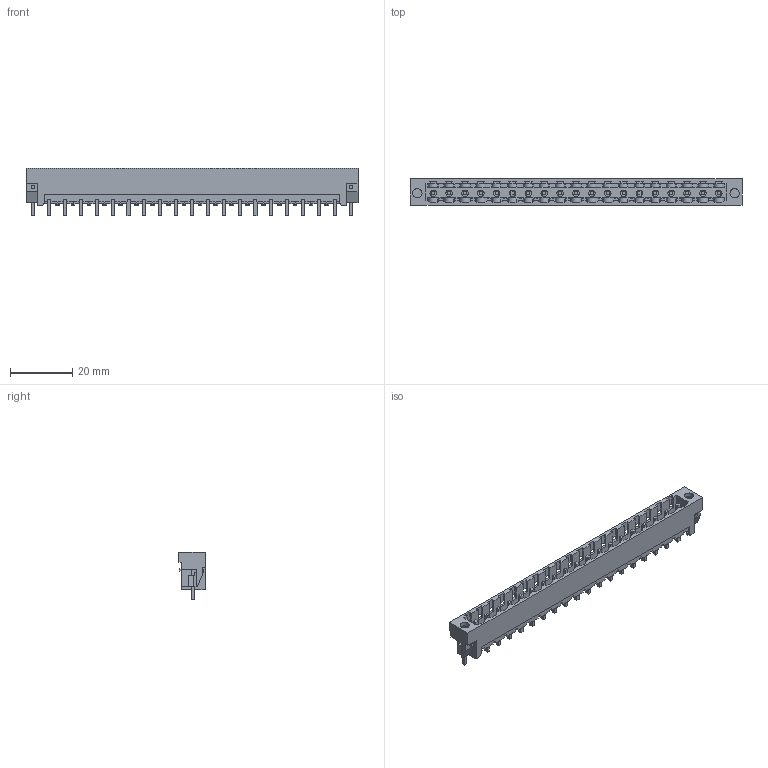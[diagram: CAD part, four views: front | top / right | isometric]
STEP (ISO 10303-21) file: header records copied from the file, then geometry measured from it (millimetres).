
FILE_DESCRIPTION(('CATIA V5 STEP Exchange','CAx-IF Rec.Pracs.--- Model Styling and Organization---1.2---2011-12-15'),'2;1');
FILE_NAME ('D1457057_0_1838610000_1838610000.stp','2018-03-31T12:10:04+00:00',('none'),('Weidmueller'),'CATIA Version 5-6 Release 2014','CATIA V5 STEP AP214','none');
FILE_SCHEMA(('AUTOMOTIVE_DESIGN { 1 0 10303 214 1 1 1 1 }'));
Length unit declared in the file: millimetre
Products named in the file (1): 1838610000
Bounding box: 106.32 x 8.43 x 15.2 mm (x, y, z)
Volume: 3849.4 mm3; surface area: 9045.8 mm2
Topology: 22 solids, 22 shells, 1185 faces, 3765 edges, 2586 vertices
Faces by surface type: plane 979, cylinder 187, extrusion 19
Entity records: 43369 total; most frequent: CARTESIAN_POINT 9311, ORIENTED_EDGE 7530, DIRECTION 5786, EDGE_CURVE 3765, VECTOR 3076, LINE 3057, VERTEX_POINT 2586, AXIS2_PLACEMENT_3D 1544
